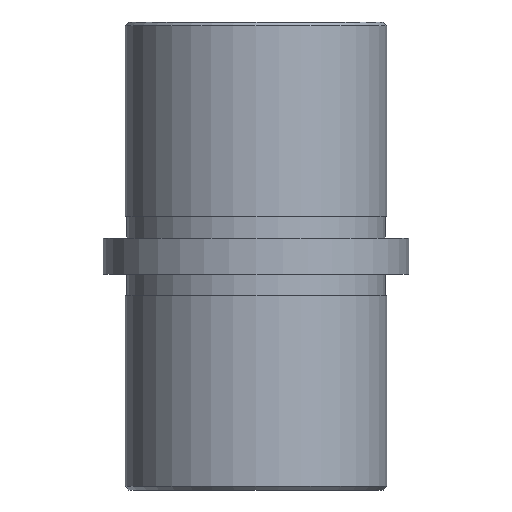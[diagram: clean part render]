
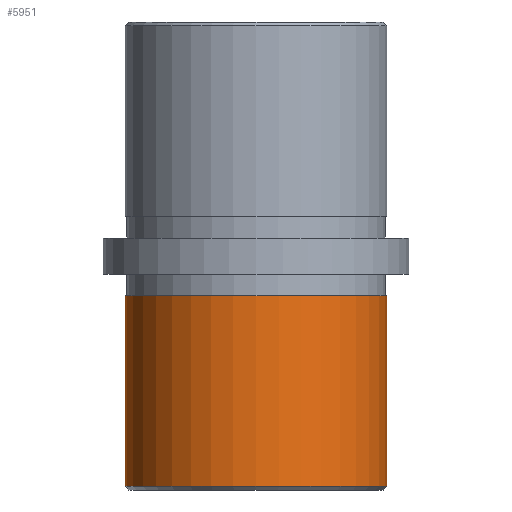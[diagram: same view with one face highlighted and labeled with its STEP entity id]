
A CAD part, front view. The second image highlights one B-rep face of the part: STEP entity #5951.
In plain terms, the highlighted cylindrical face has radius 18.15 mm (diameter 36.3 mm), a partial arc.
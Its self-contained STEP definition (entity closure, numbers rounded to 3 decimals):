
#829 = VECTOR ( 'NONE', #7592, 1000. ) ;
#1256 = VERTEX_POINT ( 'NONE', #7493 ) ;
#2486 = CARTESIAN_POINT ( 'NONE',  ( 18.15, 0., -32.5 ) ) ;
#2918 = DIRECTION ( 'NONE',  ( -1., 0., 0. ) ) ;
#4135 = LINE ( 'NONE', #4466, #5188 ) ;
#4466 = CARTESIAN_POINT ( 'NONE',  ( -18.15, 0., -32.5 ) ) ;
#5119 = ORIENTED_EDGE ( 'NONE', *, *, #20030, .T. ) ;
#5188 = VECTOR ( 'NONE', #6138, 1000. ) ;
#5651 = AXIS2_PLACEMENT_3D ( 'NONE', #18948, #10710, #15688 ) ;
#5873 = EDGE_LOOP ( 'NONE', ( #11542, #5119, #13420, #13961 ) ) ;
#5951 = ADVANCED_FACE ( 'NONE', ( #20783 ), #11560, .T. ) ;
#6056 = CARTESIAN_POINT ( 'NONE',  ( -18.15, 0., -5.5 ) ) ;
#6138 = DIRECTION ( 'NONE',  ( 0., 0., 1. ) ) ;
#6415 = CARTESIAN_POINT ( 'NONE',  ( 0., 0., -5.5 ) ) ;
#6669 = VERTEX_POINT ( 'NONE', #19268 ) ;
#7493 = CARTESIAN_POINT ( 'NONE',  ( 18.15, 0., -32. ) ) ;
#7592 = DIRECTION ( 'NONE',  ( 0., 0., 1. ) ) ;
#7908 = VERTEX_POINT ( 'NONE', #19804 ) ;
#9738 = LINE ( 'NONE', #2486, #829 ) ;
#10602 = CIRCLE ( 'NONE', #18569, 18.15 ) ;
#10710 = DIRECTION ( 'NONE',  ( 0., 0., 1. ) ) ;
#11104 = DIRECTION ( 'NONE',  ( 1., 0., 0. ) ) ;
#11542 = ORIENTED_EDGE ( 'NONE', *, *, #17826, .T. ) ;
#11560 = CYLINDRICAL_SURFACE ( 'NONE', #5651, 18.15 ) ;
#13420 = ORIENTED_EDGE ( 'NONE', *, *, #16531, .F. ) ;
#13961 = ORIENTED_EDGE ( 'NONE', *, *, #20185, .F. ) ;
#15616 = CIRCLE ( 'NONE', #20711, 18.15 ) ;
#15688 = DIRECTION ( 'NONE',  ( -1., 0., 0. ) ) ;
#16531 = EDGE_CURVE ( 'NONE', #17114, #7908, #10602, .T. ) ;
#17114 = VERTEX_POINT ( 'NONE', #6056 ) ;
#17826 = EDGE_CURVE ( 'NONE', #6669, #1256, #15616, .T. ) ;
#18324 = DIRECTION ( 'NONE',  ( 0., 0., 1. ) ) ;
#18569 = AXIS2_PLACEMENT_3D ( 'NONE', #6415, #19871, #11104 ) ;
#18948 = CARTESIAN_POINT ( 'NONE',  ( 0., 0., -32.5 ) ) ;
#19268 = CARTESIAN_POINT ( 'NONE',  ( -18.15, 0., -32. ) ) ;
#19804 = CARTESIAN_POINT ( 'NONE',  ( 18.15, 0., -5.5 ) ) ;
#19871 = DIRECTION ( 'NONE',  ( 0., 0., 1. ) ) ;
#19957 = CARTESIAN_POINT ( 'NONE',  ( 0., 0., -32. ) ) ;
#20030 = EDGE_CURVE ( 'NONE', #1256, #7908, #9738, .T. ) ;
#20185 = EDGE_CURVE ( 'NONE', #6669, #17114, #4135, .T. ) ;
#20711 = AXIS2_PLACEMENT_3D ( 'NONE', #19957, #18324, #2918 ) ;
#20783 = FACE_OUTER_BOUND ( 'NONE', #5873, .T. ) ;
